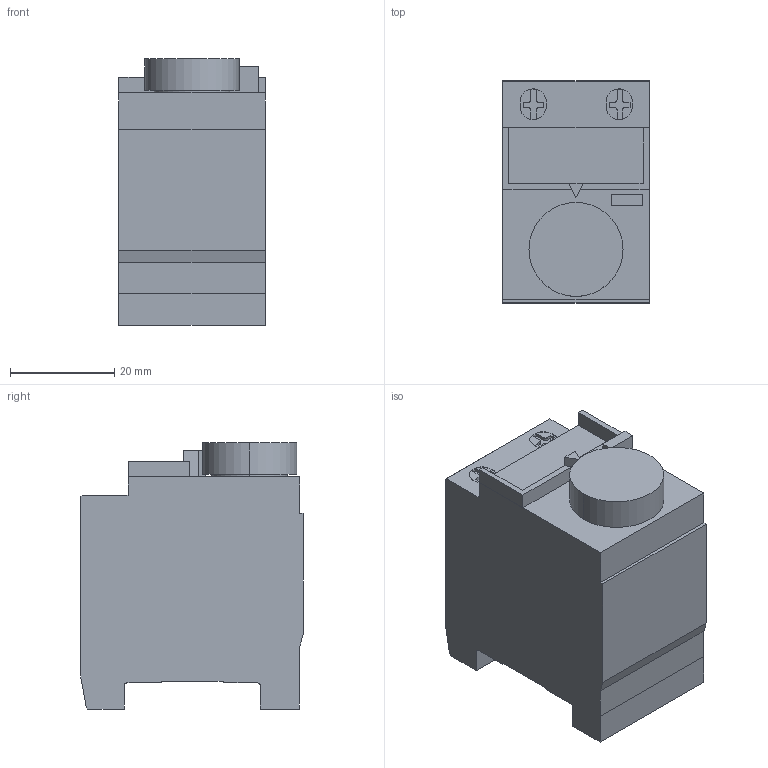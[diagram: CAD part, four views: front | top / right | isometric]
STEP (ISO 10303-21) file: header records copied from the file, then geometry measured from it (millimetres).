
FILE_DESCRIPTION((''),'2;1');
FILE_NAME('3d_11G4856.stp','2012-10-03T13:28:07',(''),(''),'Mechanical Desktop 2011','Mechanical Desktop 2011',', , ');
FILE_SCHEMA(('CONFIG_CONTROL_DESIGN'));
Length unit declared in the file: millimetre
Products named in the file (1): Product
Bounding box: 28 x 42.5 x 50.95 mm (x, y, z)
Volume: 49652 mm3; surface area: 9947 mm2
Topology: 5 solids, 5 shells, 101 faces, 267 edges, 186 vertices
Faces by surface type: plane 81, cylinder 20
Entity records: 3189 total; most frequent: CARTESIAN_POINT 551, ORIENTED_EDGE 522, DIRECTION 517, EDGE_CURVE 261, VECTOR 221, LINE 221, VERTEX_POINT 174, AXIS2_PLACEMENT_3D 148
